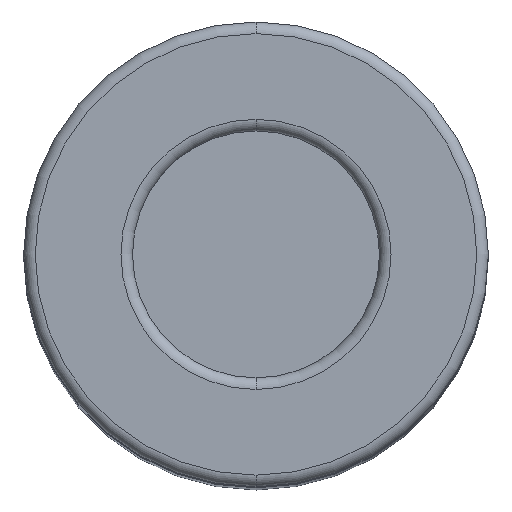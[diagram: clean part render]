
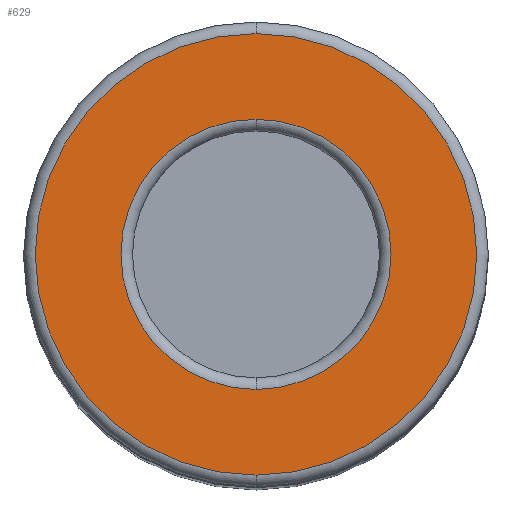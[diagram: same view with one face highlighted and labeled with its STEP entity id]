
A CAD part, top view. The second image highlights one B-rep face of the part: STEP entity #629.
In plain terms, the highlighted planar face has unit normal (0, 0, 1).
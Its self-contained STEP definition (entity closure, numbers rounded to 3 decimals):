
#151=CARTESIAN_POINT('',(0.,0.,129.75));
#152=DIRECTION('',(0.,0.,-1.));
#153=DIRECTION('',(0.,1.,0.));
#154=AXIS2_PLACEMENT_3D('',#151,#152,#153);
#159=CARTESIAN_POINT('',(0.,0.,129.75));
#160=DIRECTION('',(0.,0.,1.));
#161=DIRECTION('',(0.,1.,0.));
#162=AXIS2_PLACEMENT_3D('',#159,#160,#161);
#183=CARTESIAN_POINT('',(0.,0.,129.75));
#184=DIRECTION('',(0.,0.,1.));
#185=DIRECTION('',(0.,1.,0.));
#186=AXIS2_PLACEMENT_3D('',#183,#184,#185);
#191=CARTESIAN_POINT('',(0.,0.,129.75));
#192=DIRECTION('',(0.,0.,-1.));
#193=DIRECTION('',(0.,1.,0.));
#194=AXIS2_PLACEMENT_3D('',#191,#192,#193);
#429=CARTESIAN_POINT('',(0.,15.2,129.75));
#430=VERTEX_POINT('',#429);
#431=CARTESIAN_POINT('',(0.,9.3,129.75));
#433=VERTEX_POINT('',#431);
#435=CARTESIAN_POINT('',(0.,-15.2,129.75));
#436=VERTEX_POINT('',#435);
#437=CARTESIAN_POINT('',(0.,-9.3,129.75));
#439=VERTEX_POINT('',#437);
#614=CARTESIAN_POINT('',(0.,0.,129.75));
#615=DIRECTION('',(0.,0.,-1.));
#616=DIRECTION('',(0.,1.,0.));
#617=AXIS2_PLACEMENT_3D('',#614,#615,#616);
#618=PLANE('',#617);
#619=ORIENTED_EDGE('',*,*,#597,.T.);
#620=ORIENTED_EDGE('',*,*,#569,.F.);
#621=EDGE_LOOP('',(#619,#620));
#622=FACE_OUTER_BOUND('',#621,.F.);
#624=ORIENTED_EDGE('',*,*,#623,.T.);
#626=ORIENTED_EDGE('',*,*,#625,.F.);
#627=EDGE_LOOP('',(#624,#626));
#628=FACE_BOUND('',#627,.F.);
#155=CIRCLE('',#154,15.2);
#163=CIRCLE('',#162,15.2);
#187=CIRCLE('',#186,9.3);
#195=CIRCLE('',#194,9.3);
#569=EDGE_CURVE('',#430,#436,#163,.T.);
#597=EDGE_CURVE('',#430,#436,#155,.T.);
#623=EDGE_CURVE('',#433,#439,#187,.T.);
#625=EDGE_CURVE('',#433,#439,#195,.T.);
#629=ADVANCED_FACE('',(#622,#628),#618,.F.);
